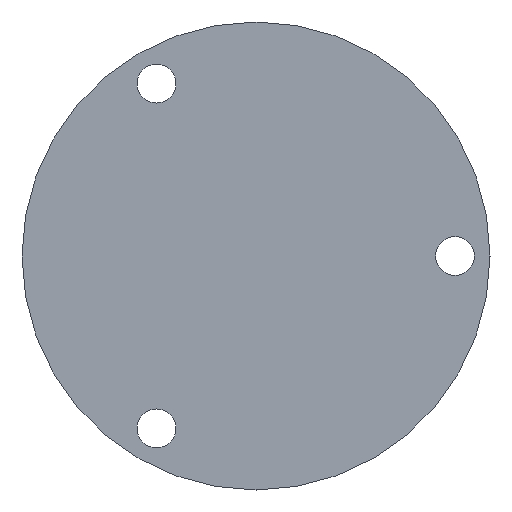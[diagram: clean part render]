
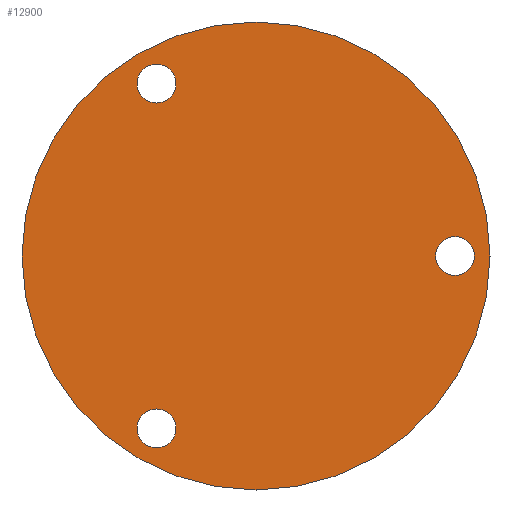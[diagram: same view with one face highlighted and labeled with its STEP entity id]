
A CAD part, front view. The second image highlights one B-rep face of the part: STEP entity #12900.
In plain terms, the highlighted planar face has unit normal (0, -1, 0).
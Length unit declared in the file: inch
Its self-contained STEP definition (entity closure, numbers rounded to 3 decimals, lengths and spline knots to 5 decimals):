
#101 = EDGE_CURVE ( 'NONE', #13370, #1125, #12501, .T. ) ;
#116 = FACE_BOUND ( 'NONE', #2140, .T. ) ;
#156 = VERTEX_POINT ( 'NONE', #13533 ) ;
#190 = CARTESIAN_POINT ( 'NONE',  ( -0.425, -1.2485, -0.73612 ) ) ;
#243 = EDGE_CURVE ( 'NONE', #5187, #8621, #12302, .T. ) ;
#328 = EDGE_CURVE ( 'NONE', #8621, #5187, #8493, .T. ) ;
#334 = CIRCLE ( 'NONE', #11633, 0.083 ) ;
#549 = ORIENTED_EDGE ( 'NONE', *, *, #6276, .T. ) ;
#1016 = AXIS2_PLACEMENT_3D ( 'NONE', #3586, #6245, #12533 ) ;
#1125 = VERTEX_POINT ( 'NONE', #4661 ) ;
#1138 = ORIENTED_EDGE ( 'NONE', *, *, #328, .F. ) ;
#1328 = DIRECTION ( 'NONE',  ( 0., 1., 0. ) ) ;
#1631 = DIRECTION ( 'NONE',  ( -1., 0., 0. ) ) ;
#1945 = AXIS2_PLACEMENT_3D ( 'NONE', #15362, #3993, #14208 ) ;
#2010 = CIRCLE ( 'NONE', #1016, 0.083 ) ;
#2140 = EDGE_LOOP ( 'NONE', ( #13163, #13856 ) ) ;
#2469 = FACE_BOUND ( 'NONE', #2909, .T. ) ;
#2523 = VERTEX_POINT ( 'NONE', #8201 ) ;
#2720 = EDGE_CURVE ( 'NONE', #2523, #12592, #2010, .T. ) ;
#2762 = DIRECTION ( 'NONE',  ( -1., 0., 0. ) ) ;
#2775 = DIRECTION ( 'NONE',  ( 0., 1., 0. ) ) ;
#2909 = EDGE_LOOP ( 'NONE', ( #4402, #3304 ) ) ;
#2975 = CARTESIAN_POINT ( 'NONE',  ( -0.9995, -1.2485, 0. ) ) ;
#3304 = ORIENTED_EDGE ( 'NONE', *, *, #2720, .T. ) ;
#3310 = DIRECTION ( 'NONE',  ( 0., 1., 0. ) ) ;
#3586 = CARTESIAN_POINT ( 'NONE',  ( 0.85, -1.2485, 0. ) ) ;
#3993 = DIRECTION ( 'NONE',  ( 0., -1., 0. ) ) ;
#4278 = CIRCLE ( 'NONE', #8788, 0.083 ) ;
#4402 = ORIENTED_EDGE ( 'NONE', *, *, #9063, .T. ) ;
#4599 = CARTESIAN_POINT ( 'NONE',  ( 0.767, -1.2485, 0. ) ) ;
#4661 = CARTESIAN_POINT ( 'NONE',  ( -0.508, -1.2485, -0.73612 ) ) ;
#4980 = PLANE ( 'NONE',  #1945 ) ;
#5187 = VERTEX_POINT ( 'NONE', #5590 ) ;
#5590 = CARTESIAN_POINT ( 'NONE',  ( 0.9995, -1.2485, 0. ) ) ;
#5885 = ORIENTED_EDGE ( 'NONE', *, *, #243, .F. ) ;
#5980 = DIRECTION ( 'NONE',  ( -1., 0., 0. ) ) ;
#6147 = CARTESIAN_POINT ( 'NONE',  ( 0., -1.2485, 0. ) ) ;
#6245 = DIRECTION ( 'NONE',  ( 0., 1., 0. ) ) ;
#6276 = EDGE_CURVE ( 'NONE', #14625, #156, #4278, .T. ) ;
#7339 = CARTESIAN_POINT ( 'NONE',  ( -0.425, -1.2485, 0.81912 ) ) ;
#8201 = CARTESIAN_POINT ( 'NONE',  ( 0.933, -1.2485, 0. ) ) ;
#8453 = EDGE_LOOP ( 'NONE', ( #549, #14383 ) ) ;
#8493 = CIRCLE ( 'NONE', #9288, 0.9995 ) ;
#8621 = VERTEX_POINT ( 'NONE', #2975 ) ;
#8750 = AXIS2_PLACEMENT_3D ( 'NONE', #10894, #3310, #5980 ) ;
#8788 = AXIS2_PLACEMENT_3D ( 'NONE', #9838, #12296, #12407 ) ;
#9063 = EDGE_CURVE ( 'NONE', #12592, #2523, #15496, .T. ) ;
#9288 = AXIS2_PLACEMENT_3D ( 'NONE', #10345, #2775, #10237 ) ;
#9558 = EDGE_CURVE ( 'NONE', #1125, #13370, #11509, .T. ) ;
#9615 = EDGE_LOOP ( 'NONE', ( #5885, #1138 ) ) ;
#9838 = CARTESIAN_POINT ( 'NONE',  ( -0.425, -1.2485, 0.73612 ) ) ;
#10237 = DIRECTION ( 'NONE',  ( 1., 0., 0. ) ) ;
#10345 = CARTESIAN_POINT ( 'NONE',  ( 0., -1.2485, 0. ) ) ;
#10667 = CARTESIAN_POINT ( 'NONE',  ( 0.85, -1.2485, 0. ) ) ;
#10894 = CARTESIAN_POINT ( 'NONE',  ( -0.425, -1.2485, -0.73612 ) ) ;
#11375 = DIRECTION ( 'NONE',  ( 0., 0., 1. ) ) ;
#11509 = CIRCLE ( 'NONE', #12036, 0.083 ) ;
#11610 = CARTESIAN_POINT ( 'NONE',  ( -0.425, -1.2485, 0.73612 ) ) ;
#11633 = AXIS2_PLACEMENT_3D ( 'NONE', #11610, #1328, #11375 ) ;
#11919 = DIRECTION ( 'NONE',  ( 0., 1., 0. ) ) ;
#12036 = AXIS2_PLACEMENT_3D ( 'NONE', #190, #15450, #2762 ) ;
#12296 = DIRECTION ( 'NONE',  ( 0., 1., 0. ) ) ;
#12302 = CIRCLE ( 'NONE', #15876, 0.9995 ) ;
#12379 = FACE_BOUND ( 'NONE', #8453, .T. ) ;
#12407 = DIRECTION ( 'NONE',  ( 0., 0., 1. ) ) ;
#12501 = CIRCLE ( 'NONE', #8750, 0.083 ) ;
#12533 = DIRECTION ( 'NONE',  ( -1., 0., 0. ) ) ;
#12592 = VERTEX_POINT ( 'NONE', #4599 ) ;
#12900 = ADVANCED_FACE ( 'NONE', ( #13379, #2469, #12379, #116 ), #4980, .T. ) ;
#13004 = AXIS2_PLACEMENT_3D ( 'NONE', #10667, #11919, #1631 ) ;
#13163 = ORIENTED_EDGE ( 'NONE', *, *, #9558, .T. ) ;
#13370 = VERTEX_POINT ( 'NONE', #16332 ) ;
#13379 = FACE_OUTER_BOUND ( 'NONE', #9615, .T. ) ;
#13533 = CARTESIAN_POINT ( 'NONE',  ( -0.425, -1.2485, 0.65312 ) ) ;
#13808 = DIRECTION ( 'NONE',  ( 1., 0., 0. ) ) ;
#13809 = EDGE_CURVE ( 'NONE', #156, #14625, #334, .T. ) ;
#13856 = ORIENTED_EDGE ( 'NONE', *, *, #101, .T. ) ;
#14208 = DIRECTION ( 'NONE',  ( 1., 0., 0. ) ) ;
#14383 = ORIENTED_EDGE ( 'NONE', *, *, #13809, .T. ) ;
#14625 = VERTEX_POINT ( 'NONE', #7339 ) ;
#15016 = DIRECTION ( 'NONE',  ( 0., 1., 0. ) ) ;
#15362 = CARTESIAN_POINT ( 'NONE',  ( 0.9375, -1.2485, 0. ) ) ;
#15450 = DIRECTION ( 'NONE',  ( 0., 1., 0. ) ) ;
#15496 = CIRCLE ( 'NONE', #13004, 0.083 ) ;
#15876 = AXIS2_PLACEMENT_3D ( 'NONE', #6147, #15016, #13808 ) ;
#16332 = CARTESIAN_POINT ( 'NONE',  ( -0.342, -1.2485, -0.73612 ) ) ;
